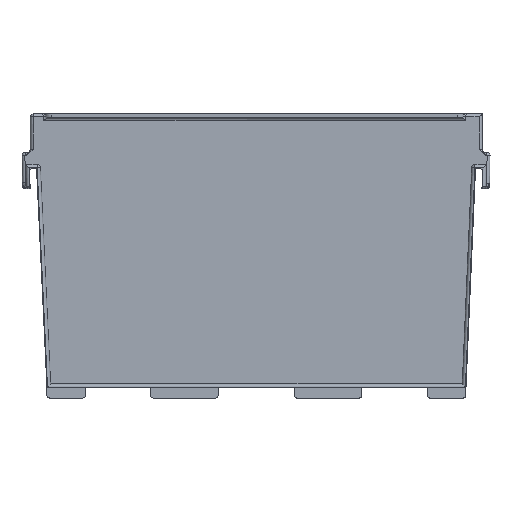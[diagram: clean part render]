
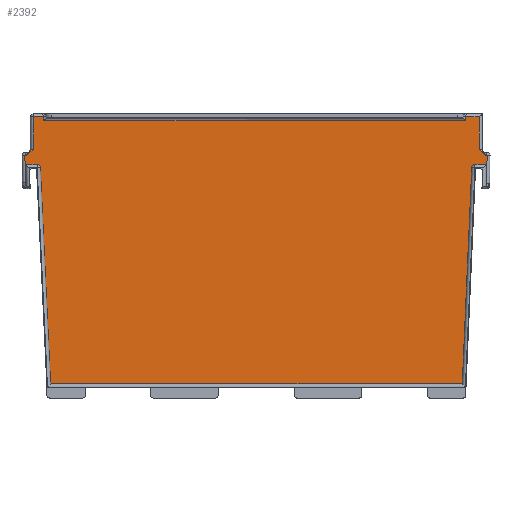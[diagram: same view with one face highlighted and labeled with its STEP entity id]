
A CAD part, top view. The second image highlights one B-rep face of the part: STEP entity #2392.
In plain terms, the highlighted planar face has unit normal (0, 0, 1).
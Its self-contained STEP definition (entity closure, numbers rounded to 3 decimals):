
#53=PLANE('',#2611);
#153=LINE('',#4688,#326);
#158=LINE('',#4702,#331);
#161=LINE('',#4708,#334);
#164=LINE('',#4714,#337);
#168=LINE('',#4726,#341);
#171=LINE('',#4730,#344);
#176=LINE('',#4753,#349);
#187=LINE('',#5157,#360);
#194=LINE('',#5199,#367);
#195=LINE('',#5213,#368);
#196=LINE('',#5226,#369);
#197=LINE('',#5228,#370);
#198=LINE('',#5230,#371);
#199=LINE('',#5232,#372);
#200=LINE('',#5233,#373);
#201=LINE('',#5238,#374);
#326=VECTOR('',#2918,10.);
#331=VECTOR('',#2931,10.);
#334=VECTOR('',#2936,10.);
#337=VECTOR('',#2941,10.);
#341=VECTOR('',#2953,10.);
#344=VECTOR('',#2958,10.);
#349=VECTOR('',#2999,10.);
#360=VECTOR('',#3064,10.);
#367=VECTOR('',#3083,10.);
#368=VECTOR('',#3086,10.);
#369=VECTOR('',#3091,10.);
#370=VECTOR('',#3092,10.);
#371=VECTOR('',#3093,10.);
#372=VECTOR('',#3094,10.);
#373=VECTOR('',#3095,10.);
#374=VECTOR('',#3100,10.);
#557=FACE_OUTER_BOUND('',#700,.T.);
#700=EDGE_LOOP('',(#1930,#1931,#1932,#1933,#1934,#1935,#1936,#1937,#1938,
#1939,#1940,#1941,#1942,#1943,#1944,#1945,#1946,#1947,#1948,#1949,#1950,
#1951,#1952,#1953,#1954,#1955));
#776=CIRCLE('',#2482,0.913);
#795=CIRCLE('',#2501,0.913);
#830=CIRCLE('',#2550,1.);
#832=CIRCLE('',#2556,1.);
#851=CIRCLE('',#2612,0.1);
#852=CIRCLE('',#2613,0.9);
#853=CIRCLE('',#2614,0.9);
#854=CIRCLE('',#2615,0.1);
#937=B_SPLINE_CURVE_WITH_KNOTS('',3,(#4859,#4860,#4861,#4862,#4863,#4864),
 .UNSPECIFIED.,.F.,.F.,(4,2,4),(0.508,0.582,0.7),
 .UNSPECIFIED.);
#945=B_SPLINE_CURVE_WITH_KNOTS('',3,(#5219,#5220,#5221,#5222,#5223,#5224),
 .UNSPECIFIED.,.F.,.F.,(4,2,4),(0.,0.114,0.164),
 .UNSPECIFIED.);
#963=VERTEX_POINT('',#3512);
#964=VERTEX_POINT('',#3517);
#1000=VERTEX_POINT('',#4311);
#1001=VERTEX_POINT('',#4313);
#1083=VERTEX_POINT('',#4686);
#1084=VERTEX_POINT('',#4687);
#1087=VERTEX_POINT('',#4695);
#1089=VERTEX_POINT('',#4701);
#1091=VERTEX_POINT('',#4707);
#1093=VERTEX_POINT('',#4713);
#1095=VERTEX_POINT('',#4719);
#1097=VERTEX_POINT('',#4725);
#1104=VERTEX_POINT('',#4857);
#1105=VERTEX_POINT('',#4858);
#1109=VERTEX_POINT('',#5110);
#1122=VERTEX_POINT('',#5198);
#1124=VERTEX_POINT('',#5212);
#1125=VERTEX_POINT('',#5214);
#1126=VERTEX_POINT('',#5216);
#1127=VERTEX_POINT('',#5218);
#1128=VERTEX_POINT('',#5225);
#1129=VERTEX_POINT('',#5227);
#1130=VERTEX_POINT('',#5229);
#1131=VERTEX_POINT('',#5231);
#1132=VERTEX_POINT('',#5234);
#1133=VERTEX_POINT('',#5236);
#1193=EDGE_CURVE('',#963,#964,#776,.T.);
#1241=EDGE_CURVE('',#1000,#1001,#795,.T.);
#1344=EDGE_CURVE('',#1083,#1084,#153,.T.);
#1348=EDGE_CURVE('',#1087,#1083,#830,.T.);
#1351=EDGE_CURVE('',#1089,#1087,#158,.T.);
#1354=EDGE_CURVE('',#1091,#1089,#161,.T.);
#1357=EDGE_CURVE('',#1093,#1091,#164,.T.);
#1360=EDGE_CURVE('',#1095,#1093,#832,.T.);
#1363=EDGE_CURVE('',#1097,#1095,#168,.T.);
#1366=EDGE_CURVE('',#963,#1097,#171,.T.);
#1378=EDGE_CURVE('',#1084,#1001,#176,.T.);
#1393=EDGE_CURVE('',#1104,#1105,#937,.F.);
#1409=EDGE_CURVE('',#1104,#1109,#187,.T.);
#1421=EDGE_CURVE('',#1109,#1122,#194,.T.);
#1424=EDGE_CURVE('',#1124,#1000,#195,.T.);
#1425=EDGE_CURVE('',#1125,#1124,#851,.T.);
#1426=EDGE_CURVE('',#1126,#1125,#852,.T.);
#1427=EDGE_CURVE('',#1127,#1126,#945,.T.);
#1428=EDGE_CURVE('',#1128,#1127,#196,.T.);
#1429=EDGE_CURVE('',#1129,#1128,#197,.T.);
#1430=EDGE_CURVE('',#1130,#1129,#198,.T.);
#1431=EDGE_CURVE('',#1131,#1130,#199,.T.);
#1432=EDGE_CURVE('',#1122,#1131,#200,.T.);
#1433=EDGE_CURVE('',#1105,#1132,#853,.F.);
#1434=EDGE_CURVE('',#1133,#1132,#854,.T.);
#1435=EDGE_CURVE('',#964,#1133,#201,.T.);
#1930=ORIENTED_EDGE('',*,*,#1378,.T.);
#1931=ORIENTED_EDGE('',*,*,#1241,.F.);
#1932=ORIENTED_EDGE('',*,*,#1424,.F.);
#1933=ORIENTED_EDGE('',*,*,#1425,.F.);
#1934=ORIENTED_EDGE('',*,*,#1426,.F.);
#1935=ORIENTED_EDGE('',*,*,#1427,.F.);
#1936=ORIENTED_EDGE('',*,*,#1428,.F.);
#1937=ORIENTED_EDGE('',*,*,#1429,.F.);
#1938=ORIENTED_EDGE('',*,*,#1430,.F.);
#1939=ORIENTED_EDGE('',*,*,#1431,.F.);
#1940=ORIENTED_EDGE('',*,*,#1432,.F.);
#1941=ORIENTED_EDGE('',*,*,#1421,.F.);
#1942=ORIENTED_EDGE('',*,*,#1409,.F.);
#1943=ORIENTED_EDGE('',*,*,#1393,.T.);
#1944=ORIENTED_EDGE('',*,*,#1433,.T.);
#1945=ORIENTED_EDGE('',*,*,#1434,.F.);
#1946=ORIENTED_EDGE('',*,*,#1435,.F.);
#1947=ORIENTED_EDGE('',*,*,#1193,.F.);
#1948=ORIENTED_EDGE('',*,*,#1366,.T.);
#1949=ORIENTED_EDGE('',*,*,#1363,.T.);
#1950=ORIENTED_EDGE('',*,*,#1360,.T.);
#1951=ORIENTED_EDGE('',*,*,#1357,.T.);
#1952=ORIENTED_EDGE('',*,*,#1354,.T.);
#1953=ORIENTED_EDGE('',*,*,#1351,.T.);
#1954=ORIENTED_EDGE('',*,*,#1348,.T.);
#1955=ORIENTED_EDGE('',*,*,#1344,.T.);
#2392=ADVANCED_FACE('',(#557),#53,.T.);
#2482=AXIS2_PLACEMENT_3D('',#3518,#2725,#2726);
#2501=AXIS2_PLACEMENT_3D('',#4314,#2763,#2764);
#2550=AXIS2_PLACEMENT_3D('',#4696,#2924,#2925);
#2556=AXIS2_PLACEMENT_3D('',#4720,#2946,#2947);
#2611=AXIS2_PLACEMENT_3D('',#5211,#3084,#3085);
#2612=AXIS2_PLACEMENT_3D('',#5215,#3087,#3088);
#2613=AXIS2_PLACEMENT_3D('',#5217,#3089,#3090);
#2614=AXIS2_PLACEMENT_3D('',#5235,#3096,#3097);
#2615=AXIS2_PLACEMENT_3D('',#5237,#3098,#3099);
#2725=DIRECTION('center_axis',(0.,0.,-1.));
#2726=DIRECTION('ref_axis',(-0.701,-0.713,0.));
#2763=DIRECTION('center_axis',(0.,0.,-1.));
#2764=DIRECTION('ref_axis',(0.701,-0.713,0.));
#2918=DIRECTION('',(1.,0.,0.));
#2924=DIRECTION('center_axis',(0.,0.,-1.));
#2925=DIRECTION('ref_axis',(-0.691,0.722,0.));
#2931=DIRECTION('',(0.044,0.999,0.));
#2936=DIRECTION('',(1.,0.,0.));
#2941=DIRECTION('',(0.047,-0.999,0.));
#2946=DIRECTION('center_axis',(0.,0.,-1.));
#2947=DIRECTION('ref_axis',(0.69,0.724,0.));
#2953=DIRECTION('',(1.,0.,0.));
#2958=DIRECTION('',(-0.017,1.,0.));
#2999=DIRECTION('',(-0.017,-1.,0.));
#3064=DIRECTION('',(0.,1.,0.));
#3083=DIRECTION('',(1.,0.,0.));
#3084=DIRECTION('center_axis',(0.,0.,1.));
#3085=DIRECTION('ref_axis',(1.,0.,0.));
#3086=DIRECTION('',(-0.017,-1.,0.));
#3087=DIRECTION('center_axis',(0.,0.,-1.));
#3088=DIRECTION('ref_axis',(0.71,0.704,0.));
#3089=DIRECTION('center_axis',(0.,0.,1.));
#3090=DIRECTION('ref_axis',(-1.,0.,0.));
#3091=DIRECTION('',(0.,-1.,0.));
#3092=DIRECTION('',(1.,0.,0.));
#3093=DIRECTION('',(0.,1.,0.));
#3094=DIRECTION('',(1.,0.,0.));
#3095=DIRECTION('',(0.,-1.,0.));
#3096=DIRECTION('center_axis',(0.,0.,1.));
#3097=DIRECTION('ref_axis',(-1.,0.,0.));
#3098=DIRECTION('center_axis',(0.,0.,-1.));
#3099=DIRECTION('ref_axis',(-0.71,0.704,0.));
#3100=DIRECTION('',(-0.017,1.,0.));
#3512=CARTESIAN_POINT('',(-68.876,63.011,4.));
#3517=CARTESIAN_POINT('',(-69.116,63.612,4.));
#3518=CARTESIAN_POINT('Origin',(-68.203,63.628,4.));
#4311=CARTESIAN_POINT('',(73.97,63.518,4.));
#4313=CARTESIAN_POINT('',(73.748,62.937,4.));
#4314=CARTESIAN_POINT('Origin',(73.057,63.533,4.));
#4686=CARTESIAN_POINT('',(70.345,69.201,4.));
#4687=CARTESIAN_POINT('',(73.858,69.2,4.));
#4688=CARTESIAN_POINT('',(36.486,69.209,4.));
#4695=CARTESIAN_POINT('',(69.346,68.244,4.));
#4696=CARTESIAN_POINT('Origin',(70.345,68.201,4.));
#4701=CARTESIAN_POINT('',(66.415,1.2,4.));
#4702=CARTESIAN_POINT('',(67.195,19.043,4.));
#4707=CARTESIAN_POINT('',(-61.291,1.2,4.));
#4708=CARTESIAN_POINT('',(-30.004,1.2,4.));
#4713=CARTESIAN_POINT('',(-64.473,68.26,4.));
#4714=CARTESIAN_POINT('',(-63.746,52.932,4.));
#4719=CARTESIAN_POINT('',(-65.472,69.213,4.));
#4720=CARTESIAN_POINT('Origin',(-65.472,68.213,4.));
#4725=CARTESIAN_POINT('',(-68.984,69.212,4.));
#4726=CARTESIAN_POINT('',(-32.67,69.218,4.));
#4730=CARTESIAN_POINT('',(-68.661,50.728,4.));
#4753=CARTESIAN_POINT('',(73.589,53.821,4.));
#4857=CARTESIAN_POINT('',(-66.549,74.013,4.));
#4858=CARTESIAN_POINT('',(-68.253,73.013,4.));
#4859=CARTESIAN_POINT('Ctrl Pts',(-68.253,73.013,4.));
#4860=CARTESIAN_POINT('Ctrl Pts',(-68.005,73.018,4.));
#4861=CARTESIAN_POINT('Ctrl Pts',(-67.725,73.107,4.));
#4862=CARTESIAN_POINT('Ctrl Pts',(-67.164,73.409,4.));
#4863=CARTESIAN_POINT('Ctrl Pts',(-66.826,73.735,4.));
#4864=CARTESIAN_POINT('Ctrl Pts',(-66.549,74.013,4.));
#5110=CARTESIAN_POINT('',(-66.549,84.1,4.));
#5157=CARTESIAN_POINT('',(-66.549,62.95,4.));
#5198=CARTESIAN_POINT('',(-63.4,84.1,4.));
#5199=CARTESIAN_POINT('',(37.514,84.1,4.));
#5211=CARTESIAN_POINT('Origin',(2.428,40.9,4.));
#5212=CARTESIAN_POINT('',(74.118,71.997,4.));
#5213=CARTESIAN_POINT('',(73.746,50.697,4.));
#5214=CARTESIAN_POINT('',(74.017,72.099,4.));
#5215=CARTESIAN_POINT('Origin',(74.018,71.999,4.));
#5216=CARTESIAN_POINT('',(73.11,73.026,4.));
#5217=CARTESIAN_POINT('Origin',(74.009,72.999,4.));
#5218=CARTESIAN_POINT('',(71.7,74.,4.));
#5219=CARTESIAN_POINT('Ctrl Pts',(71.7,74.,4.));
#5220=CARTESIAN_POINT('Ctrl Pts',(71.962,73.723,4.));
#5221=CARTESIAN_POINT('Ctrl Pts',(72.283,73.398,4.));
#5222=CARTESIAN_POINT('Ctrl Pts',(72.761,73.131,4.));
#5223=CARTESIAN_POINT('Ctrl Pts',(72.935,73.061,4.));
#5224=CARTESIAN_POINT('Ctrl Pts',(73.11,73.026,4.));
#5225=CARTESIAN_POINT('',(71.7,84.1,4.));
#5226=CARTESIAN_POINT('',(71.7,56.95,4.));
#5227=CARTESIAN_POINT('',(67.4,84.1,4.));
#5228=CARTESIAN_POINT('',(37.514,84.1,4.));
#5229=CARTESIAN_POINT('',(67.4,82.8,4.));
#5230=CARTESIAN_POINT('',(67.4,85.,4.));
#5231=CARTESIAN_POINT('',(-63.4,82.8,4.));
#5232=CARTESIAN_POINT('',(2.214,82.8,4.));
#5233=CARTESIAN_POINT('',(-63.4,85.,4.));
#5234=CARTESIAN_POINT('',(-69.161,72.111,4.));
#5235=CARTESIAN_POINT('Origin',(-69.153,73.011,4.));
#5236=CARTESIAN_POINT('',(-69.262,72.009,4.));
#5237=CARTESIAN_POINT('Origin',(-69.162,72.011,4.));
#5238=CARTESIAN_POINT('',(-68.98,55.834,4.));
